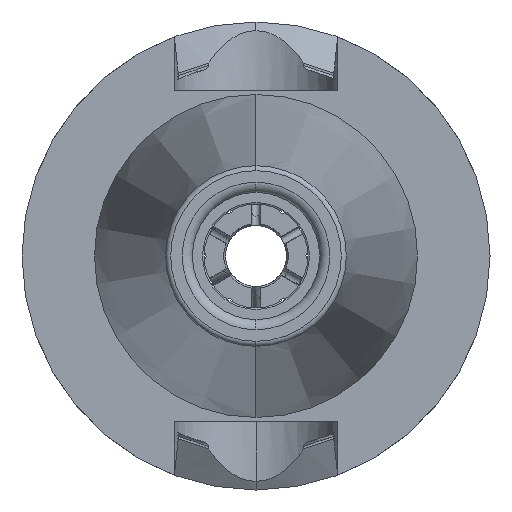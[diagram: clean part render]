
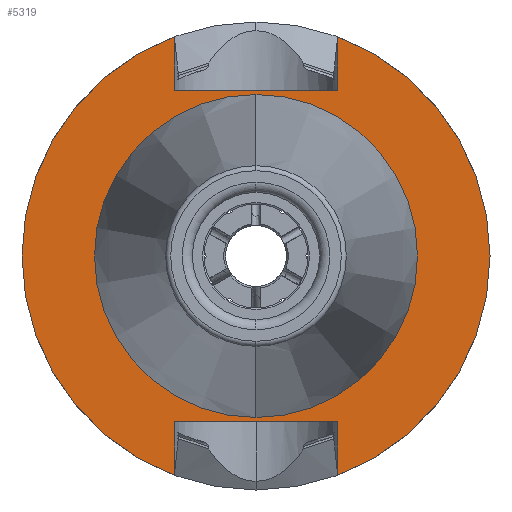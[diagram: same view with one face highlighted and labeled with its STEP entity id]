
A CAD part, left-side view. The second image highlights one B-rep face of the part: STEP entity #5319.
In plain terms, the highlighted planar face has unit normal (-1, 0, 0).
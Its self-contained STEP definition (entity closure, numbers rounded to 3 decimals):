
#86 = DIRECTION ( 'NONE',  ( 0., 0., -1. ) ) ;
#170 = CARTESIAN_POINT ( 'NONE',  ( 2., 8.05, 21.545 ) ) ;
#184 = VERTEX_POINT ( 'NONE', #5605 ) ;
#185 = DIRECTION ( 'NONE',  ( 0., 0., 1. ) ) ;
#220 = DIRECTION ( 'NONE',  ( 0., 0., -1. ) ) ;
#239 = CARTESIAN_POINT ( 'NONE',  ( 2., 0., 0. ) ) ;
#263 = DIRECTION ( 'NONE',  ( 1., 0., 0. ) ) ;
#301 = AXIS2_PLACEMENT_3D ( 'NONE', #6939, #8226, #185 ) ;
#515 = DIRECTION ( 'NONE',  ( 0., 0., 1. ) ) ;
#604 = CARTESIAN_POINT ( 'NONE',  ( 2., -8.05, 0. ) ) ;
#760 = ORIENTED_EDGE ( 'NONE', *, *, #5686, .T. ) ;
#782 = CARTESIAN_POINT ( 'NONE',  ( 2., 8.05, 16.3 ) ) ;
#803 = CARTESIAN_POINT ( 'NONE',  ( 2., 0., -15.875 ) ) ;
#858 = VECTOR ( 'NONE', #9065, 1000. ) ;
#924 = EDGE_CURVE ( 'NONE', #184, #9008, #10863, .T. ) ;
#1537 = VERTEX_POINT ( 'NONE', #782 ) ;
#1612 = AXIS2_PLACEMENT_3D ( 'NONE', #239, #9965, #10776 ) ;
#1636 = CARTESIAN_POINT ( 'NONE',  ( 2., -8.05, 16.3 ) ) ;
#2015 = VECTOR ( 'NONE', #220, 1000. ) ;
#2018 = VERTEX_POINT ( 'NONE', #1636 ) ;
#2034 = CARTESIAN_POINT ( 'NONE',  ( 2., 15.875, 16.3 ) ) ;
#2313 = DIRECTION ( 'NONE',  ( -1., 0., 0. ) ) ;
#2917 = ORIENTED_EDGE ( 'NONE', *, *, #924, .T. ) ;
#3028 = CARTESIAN_POINT ( 'NONE',  ( 2., -8.05, -16.3 ) ) ;
#3231 = VERTEX_POINT ( 'NONE', #5350 ) ;
#3631 = EDGE_CURVE ( 'NONE', #7974, #4577, #8496, .T. ) ;
#3651 = LINE ( 'NONE', #8198, #2015 ) ;
#3757 = CARTESIAN_POINT ( 'NONE',  ( 2., 0., 0. ) ) ;
#3769 = LINE ( 'NONE', #9192, #4444 ) ;
#3803 = ORIENTED_EDGE ( 'NONE', *, *, #5675, .F. ) ;
#3905 = EDGE_CURVE ( 'NONE', #10131, #3231, #9233, .T. ) ;
#3937 = ORIENTED_EDGE ( 'NONE', *, *, #8258, .T. ) ;
#4146 = DIRECTION ( 'NONE',  ( 0., 0., 1. ) ) ;
#4282 = EDGE_CURVE ( 'NONE', #9008, #11450, #8864, .T. ) ;
#4440 = EDGE_LOOP ( 'NONE', ( #6798, #4692 ) ) ;
#4444 = VECTOR ( 'NONE', #7316, 1000. ) ;
#4577 = VERTEX_POINT ( 'NONE', #803 ) ;
#4585 = DIRECTION ( 'NONE',  ( 0., 0., 1. ) ) ;
#4651 = ORIENTED_EDGE ( 'NONE', *, *, #11379, .T. ) ;
#4692 = ORIENTED_EDGE ( 'NONE', *, *, #6966, .F. ) ;
#4920 = FACE_OUTER_BOUND ( 'NONE', #7134, .T. ) ;
#4976 = PLANE ( 'NONE',  #11301 ) ;
#5183 = CARTESIAN_POINT ( 'NONE',  ( 2., -8.05, -21.545 ) ) ;
#5319 = ADVANCED_FACE ( 'NONE', ( #4920, #6763 ), #4976, .F. ) ;
#5350 = CARTESIAN_POINT ( 'NONE',  ( 2., -8.05, 21.545 ) ) ;
#5581 = DIRECTION ( 'NONE',  ( 0., 1., 0. ) ) ;
#5605 = CARTESIAN_POINT ( 'NONE',  ( 2., 8.05, -21.545 ) ) ;
#5675 = EDGE_CURVE ( 'NONE', #11306, #1537, #3651, .T. ) ;
#5686 = EDGE_CURVE ( 'NONE', #11450, #10131, #3769, .T. ) ;
#5736 = CARTESIAN_POINT ( 'NONE',  ( 2., 8.05, 0. ) ) ;
#5802 = CARTESIAN_POINT ( 'NONE',  ( 2., 0., 15.875 ) ) ;
#5981 = VECTOR ( 'NONE', #4146, 1000. ) ;
#6640 = CARTESIAN_POINT ( 'NONE',  ( 2., 8.05, -16.3 ) ) ;
#6763 = FACE_BOUND ( 'NONE', #4440, .T. ) ;
#6798 = ORIENTED_EDGE ( 'NONE', *, *, #3631, .F. ) ;
#6939 = CARTESIAN_POINT ( 'NONE',  ( 2., 0., 0. ) ) ;
#6966 = EDGE_CURVE ( 'NONE', #4577, #7974, #10782, .T. ) ;
#7036 = LINE ( 'NONE', #604, #5981 ) ;
#7134 = EDGE_LOOP ( 'NONE', ( #3937, #2917, #8478, #760, #10838, #9146, #4651, #3803 ) ) ;
#7238 = CIRCLE ( 'NONE', #10231, 23. ) ;
#7245 = DIRECTION ( 'NONE',  ( -1., 0., 0. ) ) ;
#7316 = DIRECTION ( 'NONE',  ( 0., 0., -1. ) ) ;
#7502 = VECTOR ( 'NONE', #5581, 1000. ) ;
#7974 = VERTEX_POINT ( 'NONE', #5802 ) ;
#8198 = CARTESIAN_POINT ( 'NONE',  ( 2., 8.05, 0. ) ) ;
#8226 = DIRECTION ( 'NONE',  ( -1., 0., 0. ) ) ;
#8258 = EDGE_CURVE ( 'NONE', #11306, #184, #7238, .T. ) ;
#8433 = CARTESIAN_POINT ( 'NONE',  ( 2., 0., 0. ) ) ;
#8478 = ORIENTED_EDGE ( 'NONE', *, *, #4282, .T. ) ;
#8496 = CIRCLE ( 'NONE', #1612, 15.875 ) ;
#8505 = VECTOR ( 'NONE', #10719, 1000. ) ;
#8565 = AXIS2_PLACEMENT_3D ( 'NONE', #8433, #2313, #515 ) ;
#8643 = CARTESIAN_POINT ( 'NONE',  ( 2., 15.875, 0. ) ) ;
#8864 = LINE ( 'NONE', #10659, #8505 ) ;
#8917 = LINE ( 'NONE', #2034, #7502 ) ;
#9008 = VERTEX_POINT ( 'NONE', #6640 ) ;
#9065 = DIRECTION ( 'NONE',  ( 0., 0., 1. ) ) ;
#9146 = ORIENTED_EDGE ( 'NONE', *, *, #10237, .F. ) ;
#9192 = CARTESIAN_POINT ( 'NONE',  ( 2., -8.05, 0. ) ) ;
#9233 = CIRCLE ( 'NONE', #301, 23. ) ;
#9965 = DIRECTION ( 'NONE',  ( -1., 0., 0. ) ) ;
#10131 = VERTEX_POINT ( 'NONE', #5183 ) ;
#10231 = AXIS2_PLACEMENT_3D ( 'NONE', #3757, #7245, #4585 ) ;
#10237 = EDGE_CURVE ( 'NONE', #2018, #3231, #7036, .T. ) ;
#10659 = CARTESIAN_POINT ( 'NONE',  ( 2., 15.875, -16.3 ) ) ;
#10719 = DIRECTION ( 'NONE',  ( 0., -1., 0. ) ) ;
#10776 = DIRECTION ( 'NONE',  ( 0., 0., 1. ) ) ;
#10782 = CIRCLE ( 'NONE', #8565, 15.875 ) ;
#10838 = ORIENTED_EDGE ( 'NONE', *, *, #3905, .T. ) ;
#10863 = LINE ( 'NONE', #5736, #858 ) ;
#11301 = AXIS2_PLACEMENT_3D ( 'NONE', #8643, #263, #86 ) ;
#11306 = VERTEX_POINT ( 'NONE', #170 ) ;
#11379 = EDGE_CURVE ( 'NONE', #2018, #1537, #8917, .T. ) ;
#11450 = VERTEX_POINT ( 'NONE', #3028 ) ;
